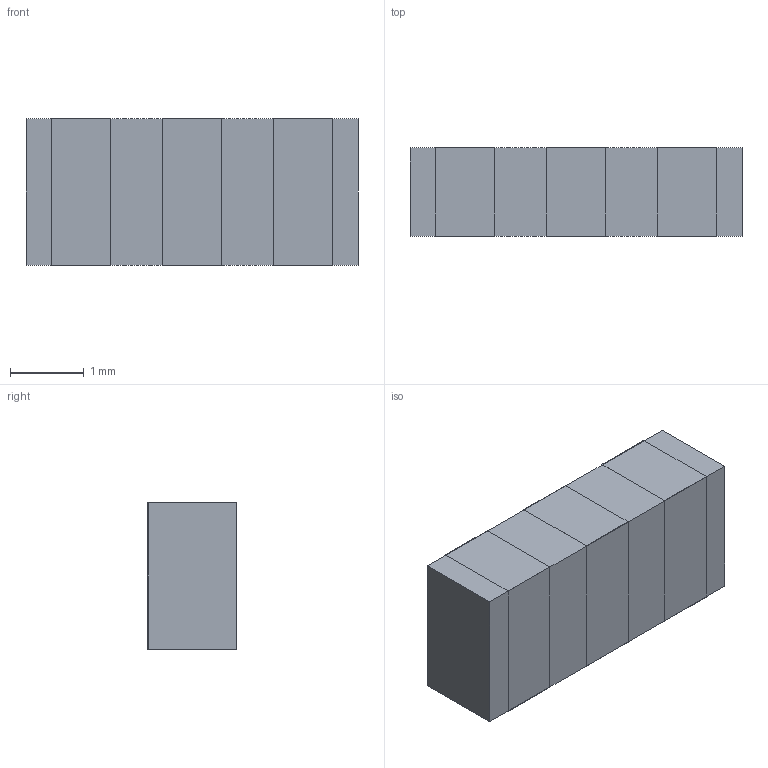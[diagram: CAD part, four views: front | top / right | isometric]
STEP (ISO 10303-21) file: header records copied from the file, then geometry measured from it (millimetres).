
FILE_DESCRIPTION (( 'STEP AP214' ), '1' );
FILE_NAME ('User Library-CeramicResonator.STEP', '2016-07-08T12:06:08', ( 'Windows User' ), ( '' ), 'SwSTEP 2.0', 'SolidWorks 2016', '' );
FILE_SCHEMA (( 'AUTOMOTIVE_DESIGN' ));
Length unit declared in the file: centimetre
Products named in the file (4): User Library-CeramicResonator_CeramicResonator_Body_1; User Library-CeramicResonator_CeramicResonator_EndLead_1; User Library-CeramicResonator_CeramicResonator_CenterLead_1; User Library-CeramicResonator
Assembly tree (4 placements, depth 2):
  User Library-CeramicResonator
    User Library-CeramicResonator_CeramicResonator_CenterLead_1
    User Library-CeramicResonator_CeramicResonator_EndLead_1  x2
    User Library-CeramicResonator_CeramicResonator_Body_1
Bounding box: 4.5 x 1.2 x 2 mm (x, y, z)
Surface area: 61.4 mm2
Topology: 4 solids, 4 shells, 28 faces, 60 edges, 40 vertices
Faces by surface type: plane 28
Entity records: 996 total; most frequent: CARTESIAN_POINT 109, DIRECTION 106, ORIENTED_EDGE 96, VECTOR 48, EDGE_CURVE 48, LINE 48, UNCERTAINTY_MEASURE_WITH_UNIT 32, VERTEX_POINT 32
